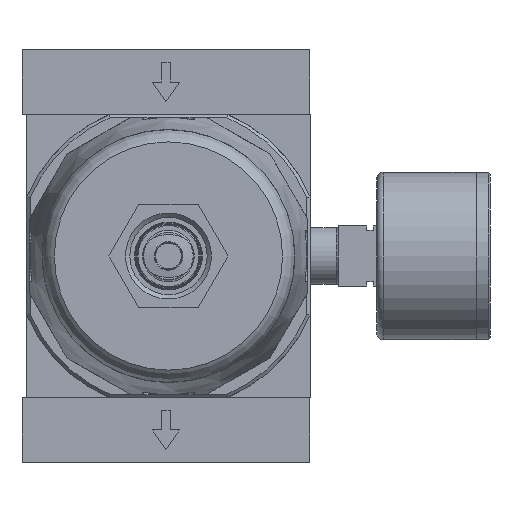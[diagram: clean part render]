
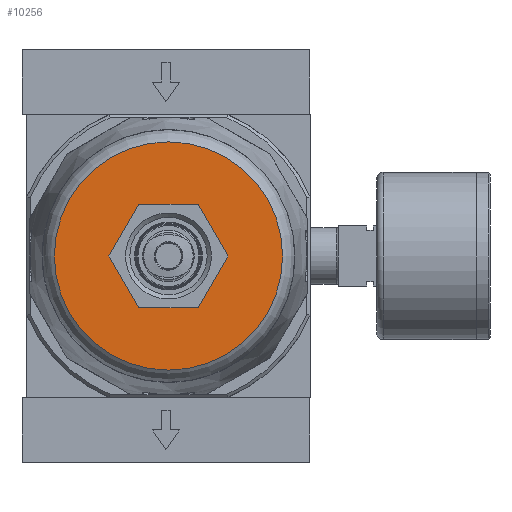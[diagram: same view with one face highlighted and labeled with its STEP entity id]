
A CAD part, front view. The second image highlights one B-rep face of the part: STEP entity #10256.
In plain terms, the highlighted planar face has unit normal (0, -1, 0).
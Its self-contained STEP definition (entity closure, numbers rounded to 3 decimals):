
#742=CIRCLE('',#10951,26.576);
#2358=ORIENTED_EDGE('',*,*,#3609,.T.);
#2359=ORIENTED_EDGE('',*,*,#3758,.T.);
#2360=ORIENTED_EDGE('',*,*,#3773,.T.);
#2361=ORIENTED_EDGE('',*,*,#3770,.T.);
#2362=ORIENTED_EDGE('',*,*,#3767,.T.);
#2363=ORIENTED_EDGE('',*,*,#3764,.T.);
#2364=ORIENTED_EDGE('',*,*,#3761,.T.);
#3609=EDGE_CURVE('',#4528,#4528,#742,.F.);
#3758=EDGE_CURVE('',#4611,#4610,#5176,.T.);
#3761=EDGE_CURVE('',#4613,#4611,#5179,.T.);
#3764=EDGE_CURVE('',#4615,#4613,#5182,.T.);
#3767=EDGE_CURVE('',#4617,#4615,#5185,.T.);
#3770=EDGE_CURVE('',#4619,#4617,#5188,.T.);
#3773=EDGE_CURVE('',#4610,#4619,#5191,.T.);
#4528=VERTEX_POINT('',#15340);
#4610=VERTEX_POINT('',#15844);
#4611=VERTEX_POINT('',#15846);
#4613=VERTEX_POINT('',#15852);
#4615=VERTEX_POINT('',#15858);
#4617=VERTEX_POINT('',#15864);
#4619=VERTEX_POINT('',#15870);
#5176=LINE('',#15845,#5656);
#5179=LINE('',#15851,#5659);
#5182=LINE('',#15857,#5662);
#5185=LINE('',#15863,#5665);
#5188=LINE('',#15869,#5668);
#5191=LINE('',#15874,#5671);
#5656=VECTOR('',#12811,1000.);
#5659=VECTOR('',#12816,1000.);
#5662=VECTOR('',#12821,1000.);
#5665=VECTOR('',#12826,1000.);
#5668=VECTOR('',#12831,1000.);
#5671=VECTOR('',#12836,1000.);
#6203=EDGE_LOOP('',(#2358));
#6204=EDGE_LOOP('',(#2359,#2360,#2361,#2362,#2363,#2364));
#6903=FACE_BOUND('',#6203,.T.);
#6904=FACE_BOUND('',#6204,.T.);
#7405=PLANE('',#11048);
#10256=ADVANCED_FACE('',(#6903,#6904),#7405,.F.);
#10951=AXIS2_PLACEMENT_3D('',#15339,#12555,#12556);
#11048=AXIS2_PLACEMENT_3D('',#15875,#12837,#12838);
#12555=DIRECTION('',(0.,1.,0.));
#12556=DIRECTION('',(0.,0.,1.));
#12811=DIRECTION('',(0.,0.,1.));
#12816=DIRECTION('',(-0.866,0.,0.5));
#12821=DIRECTION('',(-0.866,0.,-0.5));
#12826=DIRECTION('',(0.,0.,-1.));
#12831=DIRECTION('',(0.866,0.,-0.5));
#12836=DIRECTION('',(0.866,0.,0.5));
#12837=DIRECTION('',(0.,1.,0.));
#12838=DIRECTION('',(0.,0.,1.));
#15339=CARTESIAN_POINT('',(0.,-164.,0.));
#15340=CARTESIAN_POINT('',(0.,-164.,26.576));
#15844=CARTESIAN_POINT('',(-12.,-164.,6.928));
#15845=CARTESIAN_POINT('',(-12.,-164.,-6.928));
#15846=CARTESIAN_POINT('',(-12.,-164.,-6.928));
#15851=CARTESIAN_POINT('',(0.,-164.,-13.856));
#15852=CARTESIAN_POINT('',(0.,-164.,-13.856));
#15857=CARTESIAN_POINT('',(12.,-164.,-6.928));
#15858=CARTESIAN_POINT('',(12.,-164.,-6.928));
#15863=CARTESIAN_POINT('',(12.,-164.,6.928));
#15864=CARTESIAN_POINT('',(12.,-164.,6.928));
#15869=CARTESIAN_POINT('',(0.,-164.,13.856));
#15870=CARTESIAN_POINT('',(0.,-164.,13.856));
#15874=CARTESIAN_POINT('',(-12.,-164.,6.928));
#15875=CARTESIAN_POINT('',(0.,-164.,0.));
